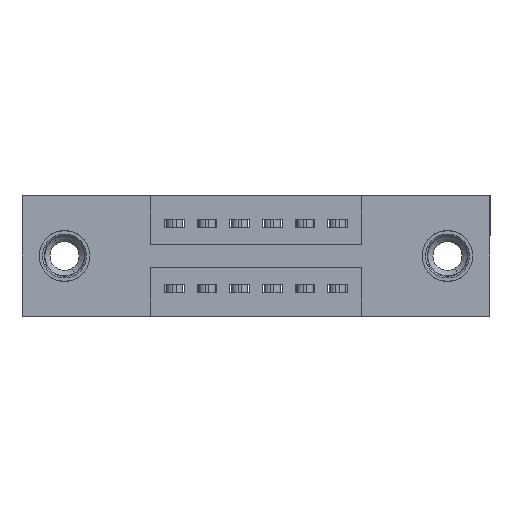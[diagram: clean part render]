
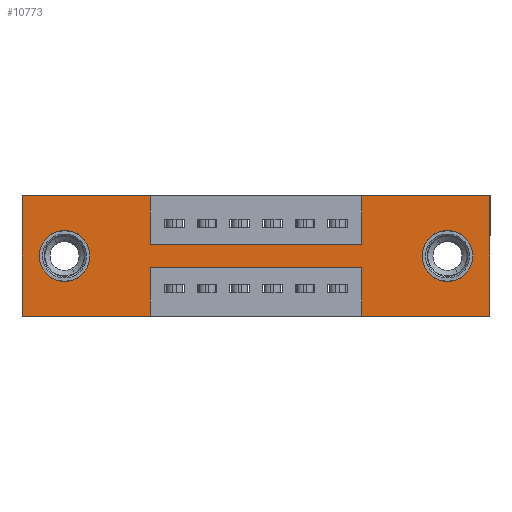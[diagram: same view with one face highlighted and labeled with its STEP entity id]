
A CAD part, front view. The second image highlights one B-rep face of the part: STEP entity #10773.
In plain terms, the highlighted planar face has unit normal (0, -1, 0).
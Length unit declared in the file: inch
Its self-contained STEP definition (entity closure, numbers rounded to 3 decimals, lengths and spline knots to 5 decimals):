
#60 = EDGE_CURVE ( 'NONE', #9888, #9658, #3589, .T. ) ;
#88 = DIRECTION ( 'NONE',  ( 1., 0., 0. ) ) ;
#90 = CARTESIAN_POINT ( 'NONE',  ( 1.0425, 0., -0.15 ) ) ;
#94 = CARTESIAN_POINT ( 'NONE',  ( 1.0425, 0., -0.22 ) ) ;
#112 = DIRECTION ( 'NONE',  ( 0., 1., 0. ) ) ;
#140 = ORIENTED_EDGE ( 'NONE', *, *, #2800, .F. ) ;
#226 = ORIENTED_EDGE ( 'NONE', *, *, #9679, .F. ) ;
#258 = DIRECTION ( 'NONE',  ( 0., -1., 0. ) ) ;
#422 = VERTEX_POINT ( 'NONE', #3426 ) ;
#427 = EDGE_CURVE ( 'NONE', #8669, #5822, #8909, .T. ) ;
#587 = DIRECTION ( 'NONE',  ( 0., 1., 0. ) ) ;
#738 = PLANE ( 'NONE',  #10506 ) ;
#791 = CARTESIAN_POINT ( 'NONE',  ( 0., 0., -0.37 ) ) ;
#957 = DIRECTION ( 'NONE',  ( -1., 0., 0. ) ) ;
#996 = CARTESIAN_POINT ( 'NONE',  ( 0.13, 0., -0.185 ) ) ;
#1072 = CARTESIAN_POINT ( 'NONE',  ( 0.13, 0., -0.263 ) ) ;
#1270 = EDGE_CURVE ( 'NONE', #5341, #5908, #10993, .T. ) ;
#1314 = EDGE_LOOP ( 'NONE', ( #10727, #4445, #6390, #10567, #10345, #226, #10704, #140, #10880, #5937, #5729, #2819 ) ) ;
#1380 = CARTESIAN_POINT ( 'NONE',  ( 0., 0., 0. ) ) ;
#1462 = CARTESIAN_POINT ( 'NONE',  ( 1.435, 0., 0. ) ) ;
#1615 = EDGE_CURVE ( 'NONE', #9425, #422, #11262, .T. ) ;
#1628 = ORIENTED_EDGE ( 'NONE', *, *, #1615, .T. ) ;
#1711 = CARTESIAN_POINT ( 'NONE',  ( 1.305, 0., -0.263 ) ) ;
#1801 = DIRECTION ( 'NONE',  ( -1., 0., 0. ) ) ;
#1998 = VERTEX_POINT ( 'NONE', #1711 ) ;
#2083 = AXIS2_PLACEMENT_3D ( 'NONE', #3214, #11276, #9489 ) ;
#2136 = VECTOR ( 'NONE', #7687, 39.37008 ) ;
#2159 = DIRECTION ( 'NONE',  ( 0., 0., -1. ) ) ;
#2178 = DIRECTION ( 'NONE',  ( 0., 0., 1. ) ) ;
#2437 = DIRECTION ( 'NONE',  ( 0., 0., 1. ) ) ;
#2555 = CARTESIAN_POINT ( 'NONE',  ( 1.0425, 0., -0.37 ) ) ;
#2621 = VERTEX_POINT ( 'NONE', #10763 ) ;
#2800 = EDGE_CURVE ( 'NONE', #9658, #5341, #8711, .T. ) ;
#2819 = ORIENTED_EDGE ( 'NONE', *, *, #4943, .F. ) ;
#3017 = EDGE_CURVE ( 'NONE', #5045, #8669, #7028, .T. ) ;
#3174 = CIRCLE ( 'NONE', #8961, 0.078 ) ;
#3212 = VECTOR ( 'NONE', #1801, 39.37008 ) ;
#3214 = CARTESIAN_POINT ( 'NONE',  ( 0.13, 0., -0.185 ) ) ;
#3269 = AXIS2_PLACEMENT_3D ( 'NONE', #6381, #8204, #9998 ) ;
#3306 = CARTESIAN_POINT ( 'NONE',  ( 1.0425, 0., -0.37 ) ) ;
#3360 = CARTESIAN_POINT ( 'NONE',  ( 0.3925, 0., 0. ) ) ;
#3426 = CARTESIAN_POINT ( 'NONE',  ( 0.13, 0., -0.107 ) ) ;
#3467 = EDGE_LOOP ( 'NONE', ( #5090, #4519 ) ) ;
#3473 = FACE_OUTER_BOUND ( 'NONE', #1314, .T. ) ;
#3544 = VECTOR ( 'NONE', #10543, 39.37008 ) ;
#3589 = LINE ( 'NONE', #5618, #4146 ) ;
#3681 = VERTEX_POINT ( 'NONE', #3803 ) ;
#3705 = EDGE_LOOP ( 'NONE', ( #4570, #1628 ) ) ;
#3803 = CARTESIAN_POINT ( 'NONE',  ( 1.305, 0., -0.107 ) ) ;
#3969 = AXIS2_PLACEMENT_3D ( 'NONE', #996, #112, #8152 ) ;
#3992 = EDGE_CURVE ( 'NONE', #5822, #9598, #4629, .T. ) ;
#4146 = VECTOR ( 'NONE', #2159, 39.37008 ) ;
#4223 = DIRECTION ( 'NONE',  ( 0., 0., -1. ) ) ;
#4445 = ORIENTED_EDGE ( 'NONE', *, *, #3992, .F. ) ;
#4460 = EDGE_CURVE ( 'NONE', #9598, #9955, #8870, .T. ) ;
#4519 = ORIENTED_EDGE ( 'NONE', *, *, #10511, .T. ) ;
#4559 = VERTEX_POINT ( 'NONE', #5366 ) ;
#4570 = ORIENTED_EDGE ( 'NONE', *, *, #10303, .T. ) ;
#4629 = LINE ( 'NONE', #4986, #11479 ) ;
#4868 = DIRECTION ( 'NONE',  ( 0., 0., 1. ) ) ;
#4943 = EDGE_CURVE ( 'NONE', #9955, #9709, #8969, .T. ) ;
#4986 = CARTESIAN_POINT ( 'NONE',  ( 0.3925, 0., -0.22 ) ) ;
#5044 = DIRECTION ( 'NONE',  ( 0., 0., -1. ) ) ;
#5045 = VERTEX_POINT ( 'NONE', #10885 ) ;
#5090 = ORIENTED_EDGE ( 'NONE', *, *, #6591, .T. ) ;
#5289 = CARTESIAN_POINT ( 'NONE',  ( 0., 0., 0. ) ) ;
#5341 = VERTEX_POINT ( 'NONE', #90 ) ;
#5366 = CARTESIAN_POINT ( 'NONE',  ( 1.435, 0., 0. ) ) ;
#5556 = CARTESIAN_POINT ( 'NONE',  ( 0., 0., 0. ) ) ;
#5618 = CARTESIAN_POINT ( 'NONE',  ( 0.3925, 0., 0. ) ) ;
#5729 = ORIENTED_EDGE ( 'NONE', *, *, #10102, .F. ) ;
#5768 = VECTOR ( 'NONE', #957, 39.37008 ) ;
#5822 = VERTEX_POINT ( 'NONE', #94 ) ;
#5908 = VERTEX_POINT ( 'NONE', #11017 ) ;
#5937 = ORIENTED_EDGE ( 'NONE', *, *, #8766, .F. ) ;
#6273 = FACE_BOUND ( 'NONE', #3705, .T. ) ;
#6381 = CARTESIAN_POINT ( 'NONE',  ( 1.305, 0., -0.185 ) ) ;
#6390 = ORIENTED_EDGE ( 'NONE', *, *, #427, .F. ) ;
#6467 = VECTOR ( 'NONE', #7398, 39.37008 ) ;
#6591 = EDGE_CURVE ( 'NONE', #3681, #1998, #3174, .T. ) ;
#6926 = CARTESIAN_POINT ( 'NONE',  ( 1.305, 0., -0.185 ) ) ;
#7028 = LINE ( 'NONE', #10660, #5768 ) ;
#7398 = DIRECTION ( 'NONE',  ( 0., 0., -1. ) ) ;
#7548 = EDGE_CURVE ( 'NONE', #4559, #5045, #7787, .T. ) ;
#7687 = DIRECTION ( 'NONE',  ( 1., 0., 0. ) ) ;
#7787 = LINE ( 'NONE', #1462, #8618 ) ;
#7811 = DIRECTION ( 'NONE',  ( -1., 0., 0. ) ) ;
#7876 = VECTOR ( 'NONE', #2178, 39.37008 ) ;
#8152 = DIRECTION ( 'NONE',  ( 0., 0., 1. ) ) ;
#8160 = VECTOR ( 'NONE', #88, 39.37008 ) ;
#8204 = DIRECTION ( 'NONE',  ( 0., 1., 0. ) ) ;
#8331 = DIRECTION ( 'NONE',  ( 0., 0., -1. ) ) ;
#8333 = VECTOR ( 'NONE', #2437, 39.37008 ) ;
#8336 = VECTOR ( 'NONE', #4868, 39.37008 ) ;
#8381 = CARTESIAN_POINT ( 'NONE',  ( 0.3925, 0., -0.22 ) ) ;
#8432 = CARTESIAN_POINT ( 'NONE',  ( 1.0425, 0., 0. ) ) ;
#8502 = CARTESIAN_POINT ( 'NONE',  ( 0.3925, 0., -0.15 ) ) ;
#8618 = VECTOR ( 'NONE', #4223, 39.37008 ) ;
#8669 = VERTEX_POINT ( 'NONE', #3306 ) ;
#8708 = LINE ( 'NONE', #5556, #7876 ) ;
#8711 = LINE ( 'NONE', #10039, #8160 ) ;
#8725 = LINE ( 'NONE', #1380, #2136 ) ;
#8766 = EDGE_CURVE ( 'NONE', #2621, #9888, #11374, .T. ) ;
#8870 = LINE ( 'NONE', #9151, #6467 ) ;
#8909 = LINE ( 'NONE', #2555, #8333 ) ;
#8961 = AXIS2_PLACEMENT_3D ( 'NONE', #6926, #587, #5044 ) ;
#8969 = LINE ( 'NONE', #791, #3212 ) ;
#9151 = CARTESIAN_POINT ( 'NONE',  ( 0.3925, 0., -0.37 ) ) ;
#9247 = CARTESIAN_POINT ( 'NONE',  ( 0., 0., -0.37 ) ) ;
#9358 = CARTESIAN_POINT ( 'NONE',  ( 0., 0., -0.37 ) ) ;
#9418 = CIRCLE ( 'NONE', #2083, 0.078 ) ;
#9425 = VERTEX_POINT ( 'NONE', #1072 ) ;
#9489 = DIRECTION ( 'NONE',  ( 0., 0., 1. ) ) ;
#9598 = VERTEX_POINT ( 'NONE', #8381 ) ;
#9658 = VERTEX_POINT ( 'NONE', #8502 ) ;
#9679 = EDGE_CURVE ( 'NONE', #5908, #4559, #8725, .T. ) ;
#9709 = VERTEX_POINT ( 'NONE', #9247 ) ;
#9888 = VERTEX_POINT ( 'NONE', #3360 ) ;
#9933 = FACE_BOUND ( 'NONE', #3467, .T. ) ;
#9955 = VERTEX_POINT ( 'NONE', #11464 ) ;
#9998 = DIRECTION ( 'NONE',  ( 0., 0., -1. ) ) ;
#10039 = CARTESIAN_POINT ( 'NONE',  ( 0.3925, 0., -0.15 ) ) ;
#10102 = EDGE_CURVE ( 'NONE', #9709, #2621, #8708, .T. ) ;
#10303 = EDGE_CURVE ( 'NONE', #422, #9425, #9418, .T. ) ;
#10345 = ORIENTED_EDGE ( 'NONE', *, *, #7548, .F. ) ;
#10506 = AXIS2_PLACEMENT_3D ( 'NONE', #9358, #258, #8331 ) ;
#10511 = EDGE_CURVE ( 'NONE', #1998, #3681, #10513, .T. ) ;
#10513 = CIRCLE ( 'NONE', #3269, 0.078 ) ;
#10543 = DIRECTION ( 'NONE',  ( 1., 0., 0. ) ) ;
#10567 = ORIENTED_EDGE ( 'NONE', *, *, #3017, .F. ) ;
#10660 = CARTESIAN_POINT ( 'NONE',  ( 0., 0., -0.37 ) ) ;
#10704 = ORIENTED_EDGE ( 'NONE', *, *, #1270, .F. ) ;
#10727 = ORIENTED_EDGE ( 'NONE', *, *, #4460, .F. ) ;
#10763 = CARTESIAN_POINT ( 'NONE',  ( 0., 0., 0. ) ) ;
#10773 = ADVANCED_FACE ( 'NONE', ( #9933, #6273, #3473 ), #738, .T. ) ;
#10880 = ORIENTED_EDGE ( 'NONE', *, *, #60, .F. ) ;
#10885 = CARTESIAN_POINT ( 'NONE',  ( 1.435, 0., -0.37 ) ) ;
#10993 = LINE ( 'NONE', #8432, #8336 ) ;
#11017 = CARTESIAN_POINT ( 'NONE',  ( 1.0425, 0., 0. ) ) ;
#11262 = CIRCLE ( 'NONE', #3969, 0.078 ) ;
#11276 = DIRECTION ( 'NONE',  ( 0., 1., 0. ) ) ;
#11374 = LINE ( 'NONE', #5289, #3544 ) ;
#11464 = CARTESIAN_POINT ( 'NONE',  ( 0.3925, 0., -0.37 ) ) ;
#11479 = VECTOR ( 'NONE', #7811, 39.37008 ) ;
